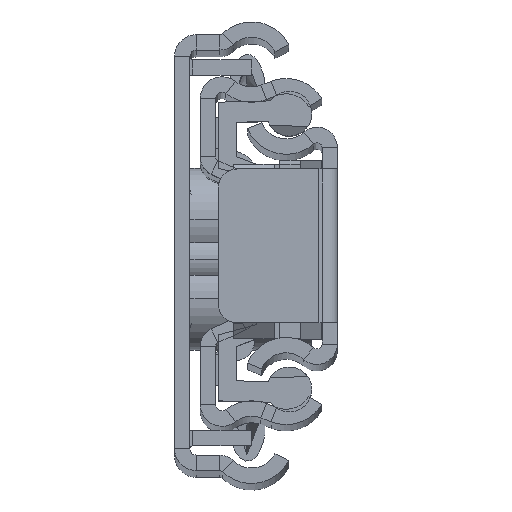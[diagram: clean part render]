
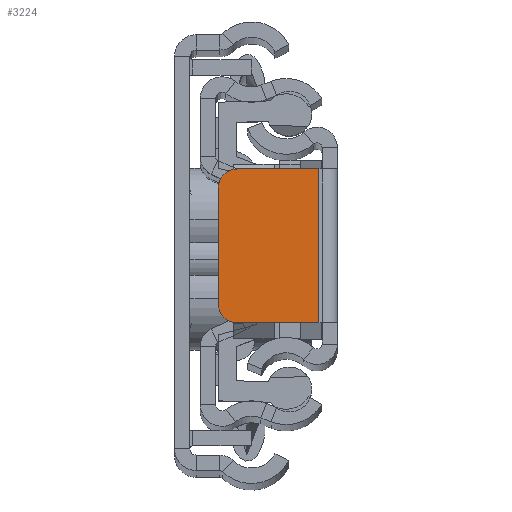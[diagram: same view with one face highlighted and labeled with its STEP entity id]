
A CAD part, top view. The second image highlights one B-rep face of the part: STEP entity #3224.
In plain terms, the highlighted planar face has unit normal (0, 0, 1).
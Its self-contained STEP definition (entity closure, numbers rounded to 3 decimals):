
#380 = CARTESIAN_POINT ( 'NONE',  ( -7.8, 4.5, 0. ) ) ;
#530 = LINE ( 'NONE', #8425, #19092 ) ;
#1130 = VECTOR ( 'NONE', #16272, 1000. ) ;
#1733 = LINE ( 'NONE', #8070, #12756 ) ;
#1952 = DIRECTION ( 'NONE',  ( 0., 0., 1. ) ) ;
#2035 = ORIENTED_EDGE ( 'NONE', *, *, #12945, .T. ) ;
#2127 = ORIENTED_EDGE ( 'NONE', *, *, #2995, .F. ) ;
#2525 = CARTESIAN_POINT ( 'NONE',  ( -9.3, -4.5, 0. ) ) ;
#2660 = EDGE_LOOP ( 'NONE', ( #14777, #8111, #2035, #2127, #17807, #10493 ) ) ;
#2995 = EDGE_CURVE ( 'NONE', #3094, #3852, #530, .T. ) ;
#3094 = VERTEX_POINT ( 'NONE', #18250 ) ;
#3097 = CARTESIAN_POINT ( 'NONE',  ( 0., -6., 0. ) ) ;
#3224 = ADVANCED_FACE ( 'NONE', ( #9254 ), #15339, .F. ) ;
#3602 = DIRECTION ( 'NONE',  ( -1., 0., 0. ) ) ;
#3852 = VERTEX_POINT ( 'NONE', #4197 ) ;
#4197 = CARTESIAN_POINT ( 'NONE',  ( -1.45, -6., 0. ) ) ;
#5046 = DIRECTION ( 'NONE',  ( 0., 0., 1. ) ) ;
#5237 = VERTEX_POINT ( 'NONE', #2525 ) ;
#5631 = CIRCLE ( 'NONE', #8956, 1.5 ) ;
#5821 = DIRECTION ( 'NONE',  ( 0., 0., -1. ) ) ;
#7776 = EDGE_CURVE ( 'NONE', #3094, #14305, #1733, .T. ) ;
#7865 = VERTEX_POINT ( 'NONE', #18093 ) ;
#8070 = CARTESIAN_POINT ( 'NONE',  ( 0., 6., 0. ) ) ;
#8111 = ORIENTED_EDGE ( 'NONE', *, *, #11758, .T. ) ;
#8216 = LINE ( 'NONE', #16175, #1130 ) ;
#8425 = CARTESIAN_POINT ( 'NONE',  ( -1.45, -6., 0. ) ) ;
#8956 = AXIS2_PLACEMENT_3D ( 'NONE', #380, #5046, #3602 ) ;
#9254 = FACE_OUTER_BOUND ( 'NONE', #2660, .T. ) ;
#10493 = ORIENTED_EDGE ( 'NONE', *, *, #19489, .T. ) ;
#11758 = EDGE_CURVE ( 'NONE', #5237, #15177, #15371, .T. ) ;
#11942 = DIRECTION ( 'NONE',  ( 0., -1., 0. ) ) ;
#12402 = VECTOR ( 'NONE', #20499, 1000. ) ;
#12527 = EDGE_CURVE ( 'NONE', #7865, #5237, #8216, .T. ) ;
#12756 = VECTOR ( 'NONE', #19547, 1000. ) ;
#12945 = EDGE_CURVE ( 'NONE', #15177, #3852, #15430, .T. ) ;
#13475 = AXIS2_PLACEMENT_3D ( 'NONE', #20008, #5821, #17092 ) ;
#14042 = CARTESIAN_POINT ( 'NONE',  ( -7.8, 6., 0. ) ) ;
#14305 = VERTEX_POINT ( 'NONE', #14042 ) ;
#14777 = ORIENTED_EDGE ( 'NONE', *, *, #12527, .T. ) ;
#15177 = VERTEX_POINT ( 'NONE', #18089 ) ;
#15339 = PLANE ( 'NONE',  #13475 ) ;
#15371 = CIRCLE ( 'NONE', #19678, 1.5 ) ;
#15430 = LINE ( 'NONE', #3097, #12402 ) ;
#16175 = CARTESIAN_POINT ( 'NONE',  ( -9.3, 0., 0. ) ) ;
#16245 = CARTESIAN_POINT ( 'NONE',  ( -7.8, -4.5, 0. ) ) ;
#16272 = DIRECTION ( 'NONE',  ( 0., -1., 0. ) ) ;
#17092 = DIRECTION ( 'NONE',  ( -1., 0., 0. ) ) ;
#17484 = DIRECTION ( 'NONE',  ( -1., 0., 0. ) ) ;
#17807 = ORIENTED_EDGE ( 'NONE', *, *, #7776, .T. ) ;
#18089 = CARTESIAN_POINT ( 'NONE',  ( -7.8, -6., 0. ) ) ;
#18093 = CARTESIAN_POINT ( 'NONE',  ( -9.3, 4.5, 0. ) ) ;
#18250 = CARTESIAN_POINT ( 'NONE',  ( -1.45, 6., 0. ) ) ;
#19092 = VECTOR ( 'NONE', #11942, 1000. ) ;
#19489 = EDGE_CURVE ( 'NONE', #14305, #7865, #5631, .T. ) ;
#19547 = DIRECTION ( 'NONE',  ( -1., 0., 0. ) ) ;
#19678 = AXIS2_PLACEMENT_3D ( 'NONE', #16245, #1952, #17484 ) ;
#20008 = CARTESIAN_POINT ( 'NONE',  ( 0., 0., 0. ) ) ;
#20499 = DIRECTION ( 'NONE',  ( 1., 0., 0. ) ) ;
